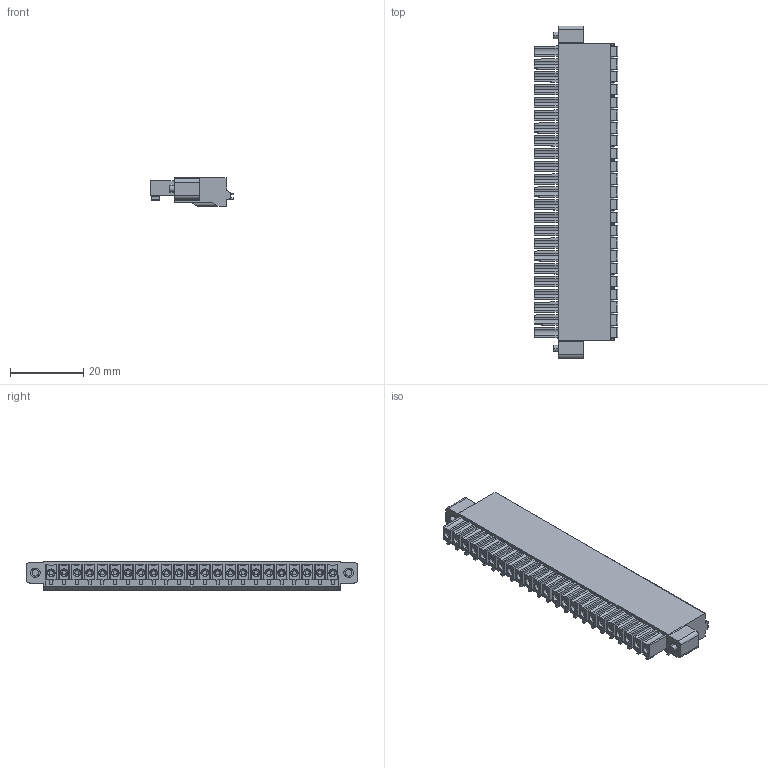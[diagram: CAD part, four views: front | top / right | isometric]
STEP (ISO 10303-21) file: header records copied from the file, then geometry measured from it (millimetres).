
FILE_DESCRIPTION((''),'2;1');
FILE_NAME('PRT0001','2024-09-24T',('sheji'),(''),'PRO/ENGINEER BY PARAMETRIC TECHNOLOGY CORPORATION, 2015240','PRO/ENGINEER BY PARAMETRIC TECHNOLOGY CORPORATION, 2015240','');
FILE_SCHEMA(('CONFIG_CONTROL_DESIGN'));
Length unit declared in the file: millimetre
Products named in the file (1): PRT0001
Bounding box: 22.8 x 90.8 x 7.75 mm (x, y, z)
Volume: 10223.3 mm3; surface area: 7681.8 mm2
Topology: 1 solids, 1 shells, 1482 faces, 3859 edges, 2499 vertices
Faces by surface type: plane 792, cylinder 552, cone 138
Entity records: 46253 total; most frequent: CARTESIAN_POINT 9226, DIRECTION 7763, ORIENTED_EDGE 7718, EDGE_CURVE 3859, AXIS2_PLACEMENT_3D 2648, VERTEX_POINT 2499, VECTOR 2467, LINE 2467
